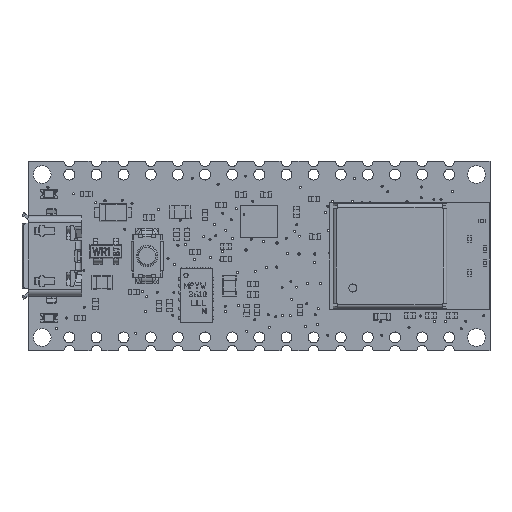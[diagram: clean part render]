
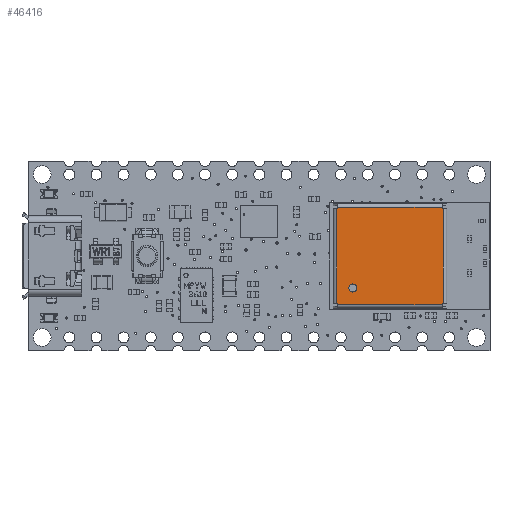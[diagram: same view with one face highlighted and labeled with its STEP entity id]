
A CAD part, top view. The second image highlights one B-rep face of the part: STEP entity #46416.
In plain terms, the highlighted face is planar.
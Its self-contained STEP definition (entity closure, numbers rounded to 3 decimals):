
#1862=FACE_BOUND('',#9204,.T.);
#3665=PLANE('',#50293);
#6190=FACE_OUTER_BOUND('',#9203,.T.);
#9203=EDGE_LOOP('',(#42886,#42887,#42888,#42889,#42890,#42891,#42892,#42893,
#42894,#42895,#42896,#42897));
#9204=EDGE_LOOP('',(#42898));
#10380=CIRCLE('',#50284,0.375);
#15187=LINE('',#77321,#20298);
#15190=LINE('',#77327,#20301);
#15194=LINE('',#77336,#20305);
#15197=LINE('',#77342,#20308);
#15201=LINE('',#77351,#20312);
#15204=LINE('',#77357,#20315);
#15208=LINE('',#77366,#20319);
#15211=LINE('',#77372,#20322);
#15212=LINE('',#77374,#20323);
#15213=LINE('',#77375,#20324);
#15214=LINE('',#77376,#20325);
#15215=LINE('',#77377,#20326);
#20298=VECTOR('',#62144,1000.);
#20301=VECTOR('',#62149,1000.);
#20305=VECTOR('',#62155,1000.);
#20308=VECTOR('',#62160,1000.);
#20312=VECTOR('',#62166,1000.);
#20315=VECTOR('',#62171,1000.);
#20319=VECTOR('',#62177,1000.);
#20322=VECTOR('',#62182,1000.);
#20323=VECTOR('',#62185,1000.);
#20324=VECTOR('',#62186,1000.);
#20325=VECTOR('',#62187,1000.);
#20326=VECTOR('',#62188,1000.);
#24497=VERTEX_POINT('',#77310);
#24499=VERTEX_POINT('',#77315);
#24501=VERTEX_POINT('',#77319);
#24503=VERTEX_POINT('',#77325);
#24505=VERTEX_POINT('',#77330);
#24507=VERTEX_POINT('',#77334);
#24509=VERTEX_POINT('',#77340);
#24511=VERTEX_POINT('',#77345);
#24513=VERTEX_POINT('',#77349);
#24515=VERTEX_POINT('',#77355);
#24517=VERTEX_POINT('',#77360);
#24519=VERTEX_POINT('',#77364);
#24521=VERTEX_POINT('',#77370);
#30647=EDGE_CURVE('',#24497,#24497,#10380,.T.);
#30651=EDGE_CURVE('',#24499,#24501,#15187,.T.);
#30654=EDGE_CURVE('',#24501,#24503,#15190,.T.);
#30658=EDGE_CURVE('',#24505,#24507,#15194,.T.);
#30661=EDGE_CURVE('',#24507,#24509,#15197,.T.);
#30665=EDGE_CURVE('',#24511,#24513,#15201,.T.);
#30668=EDGE_CURVE('',#24513,#24515,#15204,.T.);
#30672=EDGE_CURVE('',#24517,#24519,#15208,.T.);
#30675=EDGE_CURVE('',#24519,#24521,#15211,.T.);
#30676=EDGE_CURVE('',#24521,#24499,#15212,.T.);
#30677=EDGE_CURVE('',#24503,#24505,#15213,.T.);
#30678=EDGE_CURVE('',#24509,#24511,#15214,.T.);
#30679=EDGE_CURVE('',#24515,#24517,#15215,.T.);
#42886=ORIENTED_EDGE('',*,*,#30672,.T.);
#42887=ORIENTED_EDGE('',*,*,#30675,.T.);
#42888=ORIENTED_EDGE('',*,*,#30676,.T.);
#42889=ORIENTED_EDGE('',*,*,#30651,.T.);
#42890=ORIENTED_EDGE('',*,*,#30654,.T.);
#42891=ORIENTED_EDGE('',*,*,#30677,.T.);
#42892=ORIENTED_EDGE('',*,*,#30658,.T.);
#42893=ORIENTED_EDGE('',*,*,#30661,.T.);
#42894=ORIENTED_EDGE('',*,*,#30678,.T.);
#42895=ORIENTED_EDGE('',*,*,#30665,.T.);
#42896=ORIENTED_EDGE('',*,*,#30668,.T.);
#42897=ORIENTED_EDGE('',*,*,#30679,.T.);
#42898=ORIENTED_EDGE('',*,*,#30647,.F.);
#46416=ADVANCED_FACE('',(#6190,#1862),#3665,.T.);
#50284=AXIS2_PLACEMENT_3D('',#77312,#62137,#62138);
#50293=AXIS2_PLACEMENT_3D('',#77373,#62183,#62184);
#62137=DIRECTION('center_axis',(0.,1.,0.));
#62138=DIRECTION('ref_axis',(-1.,0.,0.));
#62144=DIRECTION('',(0.,0.,-1.));
#62149=DIRECTION('',(1.,0.,0.));
#62155=DIRECTION('',(-1.,0.,0.));
#62160=DIRECTION('',(0.,0.,-1.));
#62166=DIRECTION('',(0.,0.,1.));
#62171=DIRECTION('',(-1.,0.,0.));
#62177=DIRECTION('',(1.,0.,0.));
#62182=DIRECTION('',(0.,0.,1.));
#62183=DIRECTION('center_axis',(0.,1.,0.));
#62184=DIRECTION('ref_axis',(-1.,0.,0.));
#62185=DIRECTION('',(1.,0.,0.));
#62186=DIRECTION('',(0.,0.,-1.));
#62187=DIRECTION('',(-1.,0.,0.));
#62188=DIRECTION('',(0.,0.,1.));
#77310=CARTESIAN_POINT('',(-2.625,2.63,-5.3));
#77312=CARTESIAN_POINT('Origin',(-3.,2.63,-5.3));
#77315=CARTESIAN_POINT('',(4.42,2.63,3.15));
#77319=CARTESIAN_POINT('',(4.42,2.63,3.05));
#77321=CARTESIAN_POINT('',(4.42,2.63,3.15));
#77325=CARTESIAN_POINT('',(4.55,2.63,3.05));
#77327=CARTESIAN_POINT('',(4.55,2.63,3.05));
#77330=CARTESIAN_POINT('',(4.55,2.63,-6.7));
#77334=CARTESIAN_POINT('',(4.42,2.63,-6.7));
#77336=CARTESIAN_POINT('',(4.55,2.63,-6.7));
#77340=CARTESIAN_POINT('',(4.42,2.63,-6.8));
#77342=CARTESIAN_POINT('',(4.42,2.63,-6.8));
#77345=CARTESIAN_POINT('',(-4.42,2.63,-6.8));
#77349=CARTESIAN_POINT('',(-4.42,2.63,-6.7));
#77351=CARTESIAN_POINT('',(-4.42,2.63,-6.8));
#77355=CARTESIAN_POINT('',(-4.55,2.63,-6.7));
#77357=CARTESIAN_POINT('',(-4.55,2.63,-6.7));
#77360=CARTESIAN_POINT('',(-4.55,2.63,3.05));
#77364=CARTESIAN_POINT('',(-4.42,2.63,3.05));
#77366=CARTESIAN_POINT('',(-4.55,2.63,3.05));
#77370=CARTESIAN_POINT('',(-4.42,2.63,3.15));
#77372=CARTESIAN_POINT('',(-4.42,2.63,3.15));
#77373=CARTESIAN_POINT('Origin',(0.,2.63,0.));
#77374=CARTESIAN_POINT('',(-4.42,2.63,3.15));
#77375=CARTESIAN_POINT('',(4.55,2.63,3.05));
#77376=CARTESIAN_POINT('',(-4.42,2.63,-6.8));
#77377=CARTESIAN_POINT('',(-4.55,2.63,3.05));
